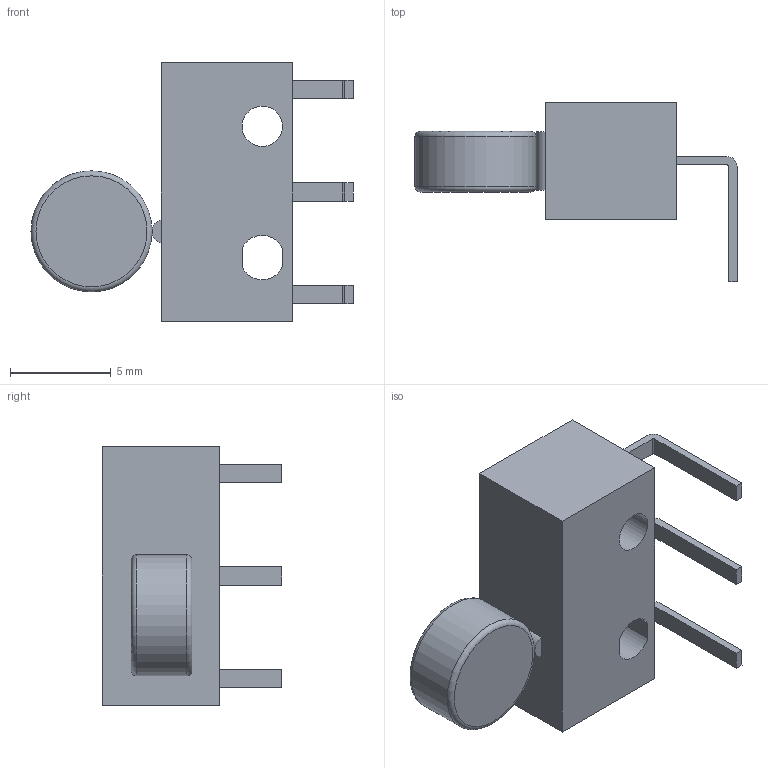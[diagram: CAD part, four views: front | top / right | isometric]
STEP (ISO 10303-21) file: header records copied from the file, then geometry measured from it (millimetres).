
FILE_DESCRIPTION(/* description */ (''),/* implementation_level */ '2;1');
FILE_NAME(/* name */ 'Switch and Magnet.step',/* time_stamp */ '2024-01-05T20:56:21-06:00',/* author */ (''),/* organization */ (''),/* preprocessor_version */ 'ST-DEVELOPER v20',/* originating_system */ 'Autodesk Translation Framework v12.14.0.127',/* authorisation */ '');
FILE_SCHEMA (('AUTOMOTIVE_DESIGN { 1 0 10303 214 3 1 1 }'));
Length unit declared in the file: millimetre
Products named in the file (4): (Unsaved); Switch and Magnet; D2F_01L_A1_BASE; 6x3 Magnet
Assembly tree (3 placements, depth 3):
  (Unsaved)
    Switch and Magnet
      D2F_01L_A1_BASE
      6x3 Magnet
Bounding box: 15.96 x 8.9 x 12.8 mm (x, y, z)
Volume: 537.9 mm3; surface area: 631.6 mm2
Topology: 2 solids, 2 shells, 46 faces, 114 edges, 76 vertices
Faces by surface type: plane 33, cylinder 11, torus 2
Full cylindrical faces by diameter (mm): 2 x1, 6 x1
Entity records: 1493 total; most frequent: DIRECTION 248, CARTESIAN_POINT 243, ORIENTED_EDGE 228, EDGE_CURVE 114, LINE 86, VECTOR 86, AXIS2_PLACEMENT_3D 81, VERTEX_POINT 76
